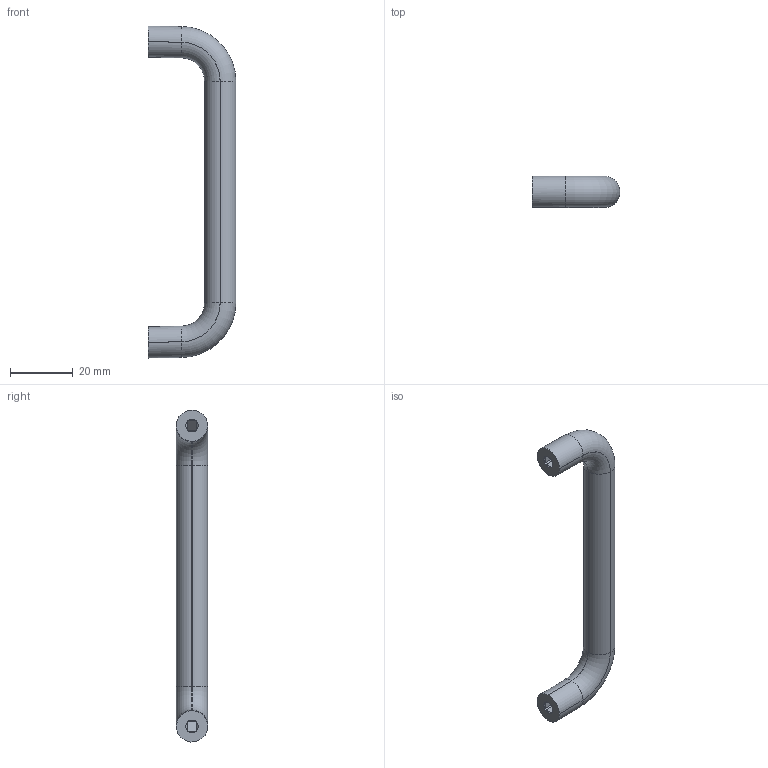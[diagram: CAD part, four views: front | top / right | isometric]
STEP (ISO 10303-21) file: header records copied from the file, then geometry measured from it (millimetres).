
FILE_DESCRIPTION(('Creo Elements/Direct Modeling STEP Export'),'2;1');
FILE_NAME('0287-106.stp','2018-11-29T11:57:06',(''),(''),'Creo Elements/Direct Modeling STEP processor for AP214 (Solid Model)','Creo Elements/Direct Modeling 20.0 12-Nov-2016 (C) Parametric Technology GmbH','');
FILE_SCHEMA(('AUTOMOTIVE_DESIGN { 1 0 10303 214 1 1 1 1 }'));
Length unit declared in the file: millimetre
Products named in the file (2): KU-1562
Assembly tree (1 placements, depth 2):
  KU-1562
    KU-1562
Bounding box: 28 x 10 x 105.98 mm (x, y, z)
Volume: 9989.5 mm3; surface area: 4637.4 mm2
Topology: 1 solids, 1 shells, 50 faces, 122 edges, 76 vertices
Faces by surface type: plane 25, cylinder 19, torus 6
Entity records: 1603 total; most frequent: CARTESIAN_POINT 432, ORIENTED_EDGE 244, DIRECTION 228, EDGE_CURVE 122, AXIS2_PLACEMENT_3D 92, VERTEX_POINT 76, EDGE_LOOP 52, FACE_OUTER_BOUND 50
